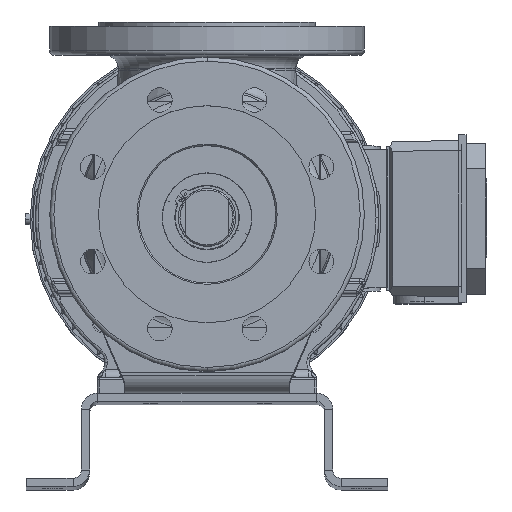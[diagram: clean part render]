
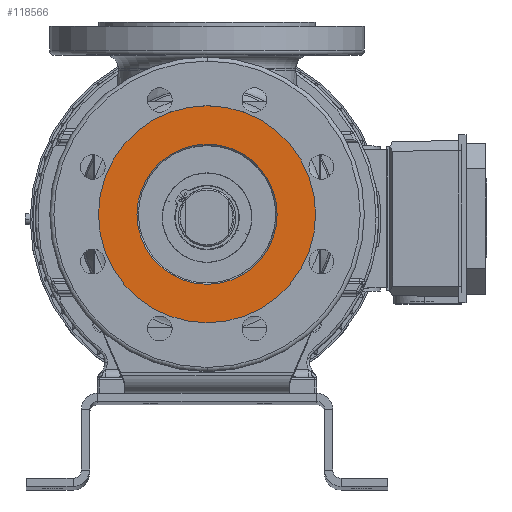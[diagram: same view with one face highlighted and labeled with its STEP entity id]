
A CAD part, top view. The second image highlights one B-rep face of the part: STEP entity #118566.
In plain terms, the highlighted planar face has unit normal (0, 0, 1).
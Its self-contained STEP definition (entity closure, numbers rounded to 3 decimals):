
#15521 = CARTESIAN_POINT ( 'NONE',  ( 65.196, 938.572, 2152.65 ) ) ;
#17281 = EDGE_CURVE ( 'NONE', #132011, #19127, #122093, .T. ) ;
#19127 = VERTEX_POINT ( 'NONE', #82622 ) ;
#23112 = CARTESIAN_POINT ( 'NONE',  ( 65.196, 887.572, 2152.65 ) ) ;
#28184 = CARTESIAN_POINT ( 'NONE',  ( 65.196, 887.572, 2152.65 ) ) ;
#30122 = PLANE ( 'NONE',  #40395 ) ;
#39456 = DIRECTION ( 'NONE',  ( 0., 0., -1. ) ) ;
#40395 = AXIS2_PLACEMENT_3D ( 'NONE', #73222, #126629, #183696 ) ;
#44115 = DIRECTION ( 'NONE',  ( 0., 0., 1. ) ) ;
#48101 = EDGE_LOOP ( 'NONE', ( #159604, #150993 ) ) ;
#51148 = DIRECTION ( 'NONE',  ( 0., 0., -1. ) ) ;
#55067 = DIRECTION ( 'NONE',  ( 0., -1., 0. ) ) ;
#57265 = FACE_OUTER_BOUND ( 'NONE', #106437, .T. ) ;
#58161 = CARTESIAN_POINT ( 'NONE',  ( 65.196, 887.572, 2152.65 ) ) ;
#64136 = CIRCLE ( 'NONE', #111974, 79. ) ;
#65007 = CIRCLE ( 'NONE', #133742, 51. ) ;
#68861 = CARTESIAN_POINT ( 'NONE',  ( 65.196, 966.572, 2152.65 ) ) ;
#69189 = CARTESIAN_POINT ( 'NONE',  ( 65.196, 887.572, 2152.65 ) ) ;
#73222 = CARTESIAN_POINT ( 'NONE',  ( 65.196, 887.572, 2152.65 ) ) ;
#76573 = EDGE_CURVE ( 'NONE', #115508, #96081, #65007, .T. ) ;
#82622 = CARTESIAN_POINT ( 'NONE',  ( 65.196, 808.572, 2152.65 ) ) ;
#82918 = CIRCLE ( 'NONE', #178472, 51. ) ;
#96081 = VERTEX_POINT ( 'NONE', #133034 ) ;
#97464 = EDGE_CURVE ( 'NONE', #19127, #132011, #64136, .T. ) ;
#106437 = EDGE_LOOP ( 'NONE', ( #146920, #138375 ) ) ;
#111974 = AXIS2_PLACEMENT_3D ( 'NONE', #69189, #126342, #55067 ) ;
#115508 = VERTEX_POINT ( 'NONE', #15521 ) ;
#118566 = ADVANCED_FACE ( 'NONE', ( #141537, #57265 ), #30122, .T. ) ;
#122093 = CIRCLE ( 'NONE', #184856, 79. ) ;
#126342 = DIRECTION ( 'NONE',  ( 0., 0., 1. ) ) ;
#126629 = DIRECTION ( 'NONE',  ( 0., 0., 1. ) ) ;
#128419 = DIRECTION ( 'NONE',  ( 0., -1., 0. ) ) ;
#132011 = VERTEX_POINT ( 'NONE', #68861 ) ;
#133034 = CARTESIAN_POINT ( 'NONE',  ( 65.196, 836.572, 2152.65 ) ) ;
#133742 = AXIS2_PLACEMENT_3D ( 'NONE', #23112, #51148, #179441 ) ;
#138375 = ORIENTED_EDGE ( 'NONE', *, *, #17281, .T. ) ;
#141537 = FACE_BOUND ( 'NONE', #48101, .T. ) ;
#146920 = ORIENTED_EDGE ( 'NONE', *, *, #97464, .T. ) ;
#150993 = ORIENTED_EDGE ( 'NONE', *, *, #76573, .T. ) ;
#159604 = ORIENTED_EDGE ( 'NONE', *, *, #168427, .T. ) ;
#168427 = EDGE_CURVE ( 'NONE', #96081, #115508, #82918, .T. ) ;
#172359 = DIRECTION ( 'NONE',  ( 0., -1., 0. ) ) ;
#178472 = AXIS2_PLACEMENT_3D ( 'NONE', #28184, #39456, #128419 ) ;
#179441 = DIRECTION ( 'NONE',  ( 0., -1., 0. ) ) ;
#183696 = DIRECTION ( 'NONE',  ( 0., -1., 0. ) ) ;
#184856 = AXIS2_PLACEMENT_3D ( 'NONE', #58161, #44115, #172359 ) ;
